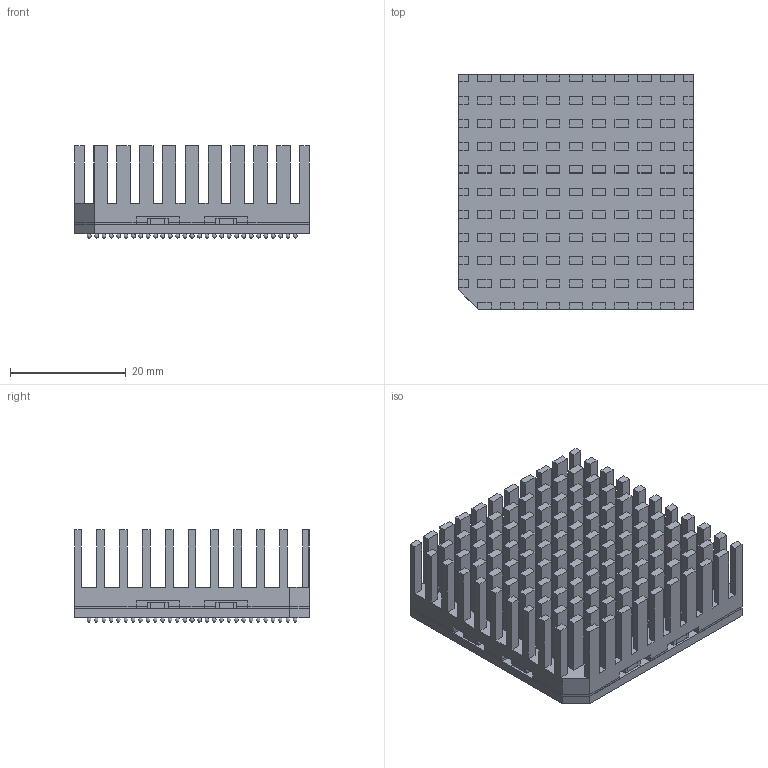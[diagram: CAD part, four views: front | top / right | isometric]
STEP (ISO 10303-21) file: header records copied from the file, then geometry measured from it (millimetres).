
FILE_DESCRIPTION(('FreeCAD Model'),'2;1');
FILE_NAME('Open CASCADE Shape Model','2025-01-20T17:19:14',(''),(''), 'Open CASCADE STEP processor 7.8','FreeCAD','Unknown');
FILE_SCHEMA(('AUTOMOTIVE_DESIGN { 1 0 10303 214 1 1 1 1 }'));
Length unit declared in the file: millimetre
Products named in the file (9): bga479; Matrix_Union011; union001; Matrix_Union002; Matrix_Union005; Matrix_Union008; LinearExtrude001; LinearExtrude; Group029
Assembly tree (8 placements, depth 2):
  bga479
    Matrix_Union011
    union001
    Matrix_Union002
    Matrix_Union005
    Matrix_Union008
    LinearExtrude001
    LinearExtrude
    Group029
Bounding box: 40.5 x 40.5 x 15.91 mm (x, y, z)
Volume: 12061.9 mm3; surface area: 19840.1 mm2
Topology: 490 solids, 490 shells, 1250 faces, 3393 edges, 2262 vertices
Faces by surface type: plane 771, sphere 479
Entity records: 33016 total; most frequent: CARTESIAN_POINT 4998, DIRECTION 4474, ORIENTED_EDGE 3912, EDGE_CURVE 1956, LINE 1956, VECTOR 1956, VERTEX_POINT 1783, FACE_BOUND 1347
